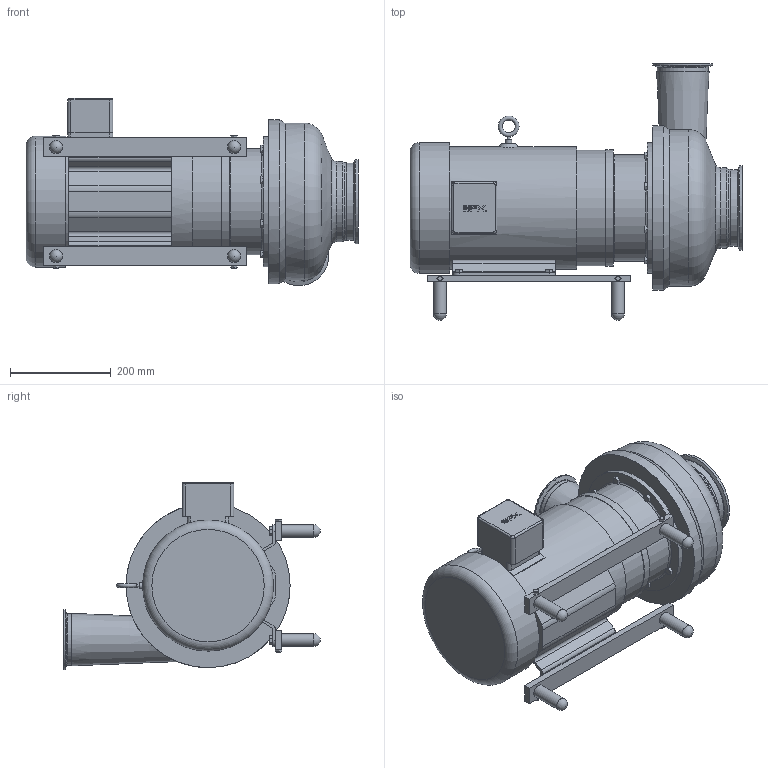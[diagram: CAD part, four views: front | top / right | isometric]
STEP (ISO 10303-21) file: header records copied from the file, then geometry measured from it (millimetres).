
FILE_DESCRIPTION(/* description */ (''),/* implementation_level */ '2;1');
FILE_NAME(/* name */ 'W+_W+65-350_213TC_6.0x4.0_S-Line_7.5HP_SM.stp',/* time_stamp */ '2020-11-04T17:13:45+06:00',/* author */ ('KRXREM'),/* organization */ (''),/* preprocessor_version */ 'ST-DEVELOPER v17',/* originating_system */ 'Autodesk Inventor 2018',/* authorisation */ '');
FILE_SCHEMA (('AUTOMOTIVE_DESIGN { 1 0 10303 214 3 1 1 }'));
Length unit declared in the file: inch
Products named in the file (1): W+_W+65-350_213TC_6.0x4.0_S-Line_7.5HP_SM
Bounding box: 657.59 x 508.12 x 370.93 mm (x, y, z)
Volume: 34104298.5 mm3; surface area: 1033682.1 mm2
Topology: 1 solids, 1 shells, 435 faces, 1151 edges, 738 vertices
Faces by surface type: plane 224, cone 104, cylinder 59, bspline 29, torus 15, sphere 4
Full cylindrical faces by diameter (mm): 5.751 x1, 7.938 x8, 12.141 x1, 25.4 x4, 97.384 x1, 101.727 x1, 118.923 x1, 146.863 x1, 152.527 x1, 154 x1, 158.965 x1, 166.878 x1, 198 x1, 210 x1, 228.092 x1, 230 x1, 242.824 x1, 258 x1, 259.588 x1, 325 x1
Entity records: 14141 total; most frequent: CARTESIAN_POINT 3400, ORIENTED_EDGE 2294, DIRECTION 2036, EDGE_CURVE 1147, AXIS2_PLACEMENT_3D 744, VERTEX_POINT 738, LINE 548, VECTOR 548
